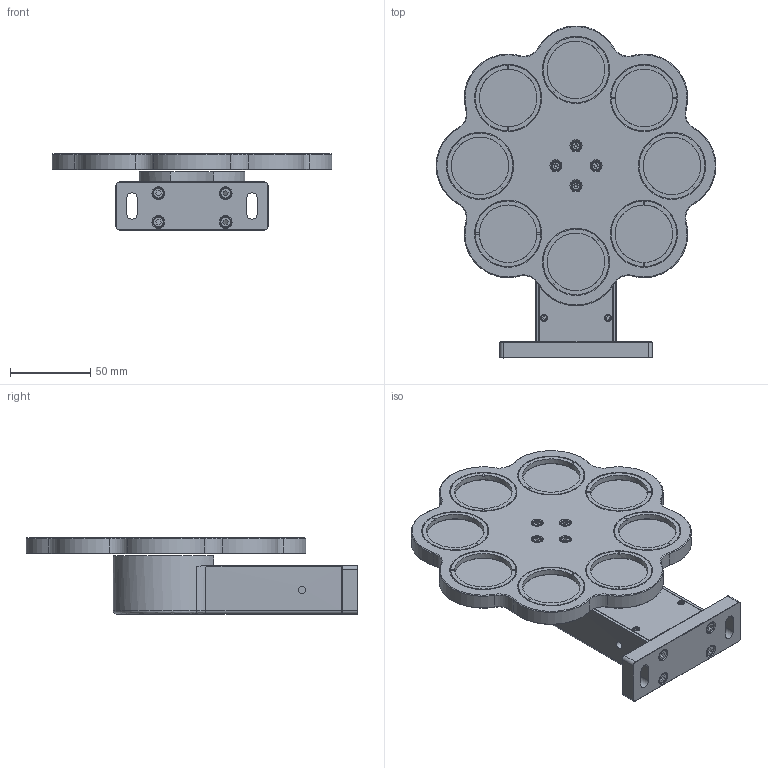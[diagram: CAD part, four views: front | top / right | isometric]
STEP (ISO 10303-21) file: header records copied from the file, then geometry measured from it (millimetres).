
FILE_DESCRIPTION (( 'STEP AP203' ), '1' );
FILE_NAME ('528356.STEP', '2024-04-10T01:49:02', ( 'Windows User' ), ( 'P R C' ), 'SwSTEP 2.0', 'SolidWorks 2020', '' );
FILE_SCHEMA (( 'CONFIG_CONTROL_DESIGN' ));
Length unit declared in the file: millimetre
Products named in the file (1): 528356
Bounding box: 174.82 x 207.41 x 47.5 mm (x, y, z)
Surface area: 87076.9 mm2 (no closed solid volume)
Topology: 0 solids, 48 shells, 384 faces, 1063 edges, 717 vertices
Faces by surface type: plane 207, cone 94, cylinder 66, torus 14, bspline 3
Full cylindrical faces by diameter (mm): 4.4 x2, 4.7 x1, 5.5 x3, 6.5 x8, 8 x4, 36 x15, 41 x4
Entity records: 16530 total; most frequent: CARTESIAN_POINT 7330, DIRECTION 1891, ORIENTED_EDGE 1602, EDGE_CURVE 940, VERTEX_POINT 679, AXIS2_PLACEMENT_3D 674, VECTOR 543, LINE 543
